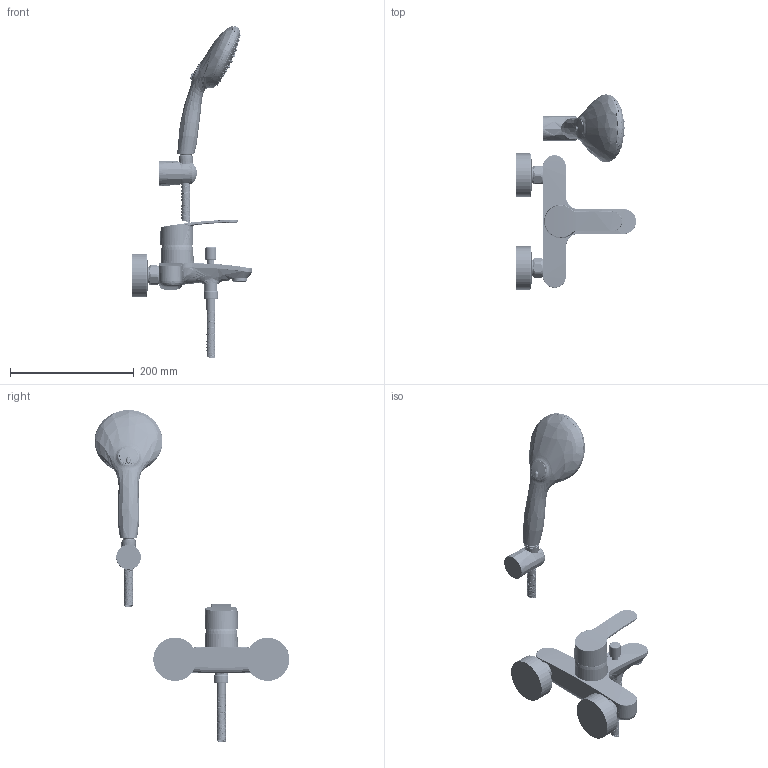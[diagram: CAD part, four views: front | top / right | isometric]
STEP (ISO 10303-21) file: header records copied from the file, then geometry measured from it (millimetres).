
FILE_DESCRIPTION(/* description */ ('Unknown'),/* implementation_level */ '2;1');
FILE_NAME(/* name */ '25275002',/* time_stamp */ '2023-01-16T09:11:47+06:00',/* author */ ('Unknown'),/* organization */ ('Unknown'),/* preprocessor_version */ 'ST-DEVELOPER v16.7',/* originating_system */ 'DEX',/* authorisation */ $);
FILE_SCHEMA (('AUTOMOTIVE_DESIGN {1 0 10303 214 3 1 1}'));
Products named in the file (1): 25275002
Bounding box: 194.23 x 314.81 x 536.71 mm (x, y, z)
Volume: 724502.1 mm3; surface area: 332392.5 mm2
Topology: 25 solids, 31 shells, 9034 faces, 22153 edges, 12801 vertices
Faces by surface type: bspline 4952, cylinder 1316, plane 1129, torus 838, sphere 400, cone 399
Full cylindrical faces by diameter (mm): 0.83 x4, 2.8 x144, 3.7 x72, 4.1 x14, 5.5 x1, 8.3 x2, 10 x2, 10.8 x2, 11.5 x2, 12 x2, 12.2 x1, 12.35 x1, 12.4 x2, 12.55 x2, 12.8 x1, 13 x1, 14.5 x2, 14.7 x2, 15 x3, 15.1 x1, 15.3 x1, 15.6 x1, 15.7 x2, 16 x5, 16.2 x3, 16.9 x1, 17.996 x4, 18 x3, 18.2 x1, 18.4 x1
Entity records: 356947 total; most frequent: CARTESIAN_POINT 185871, ORIENTED_EDGE 39170, DIRECTION 24652, EDGE_CURVE 19585, VERTEX_POINT 11905, AXIS2_PLACEMENT_3D 11157, EDGE_LOOP 10742, FACE_BOUND 10742
